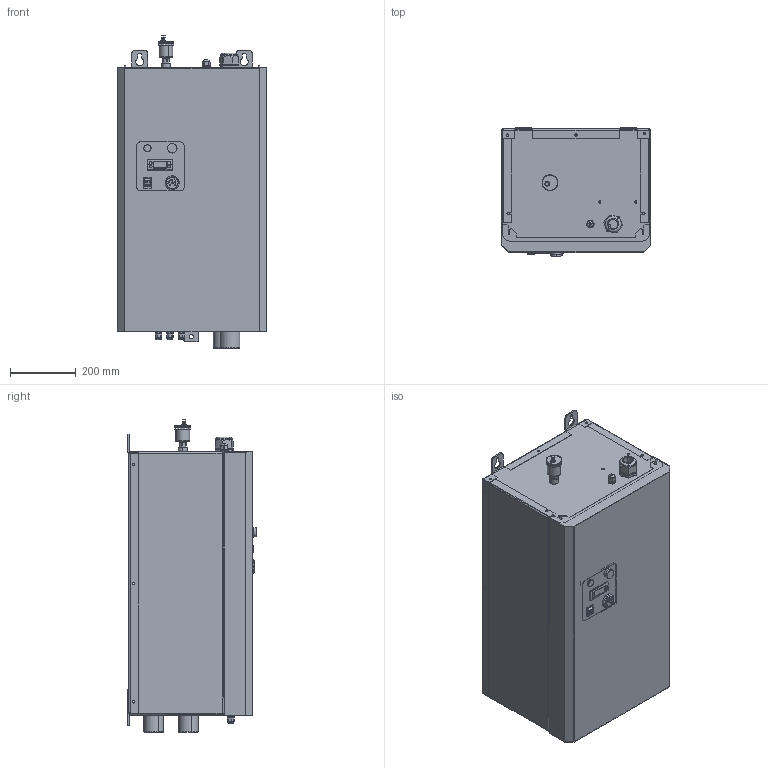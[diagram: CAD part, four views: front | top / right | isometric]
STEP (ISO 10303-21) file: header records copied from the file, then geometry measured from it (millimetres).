
FILE_DESCRIPTION (( 'STEP AP203' ), '1' );
FILE_NAME ('CYLAE MURALE.STEP', '2024-02-08T06:23:40', ( '' ), ( '' ), 'SwSTEP 2.0', 'SolidWorks 2014', '' );
FILE_SCHEMA (( 'CONFIG_CONTROL_DESIGN' ));
Products named in the file (1): CYLAE MURALE
Bounding box: 455 x 392.21 x 952.97 mm (x, y, z)
Surface area: 4938879.3 mm2 (no closed solid volume)
Topology: 0 solids, 319 shells, 985 faces, 5480 edges, 4777 vertices
Faces by surface type: cylinder 579, plane 332, cone 28, torus 26, bspline 20
Entity records: 59607 total; most frequent: CARTESIAN_POINT 18266, DIRECTION 8145, ORIENTED_EDGE 6839, EDGE_CURVE 5480, VERTEX_POINT 4777, LINE 3133, VECTOR 3133, AXIS2_PLACEMENT_3D 2506
